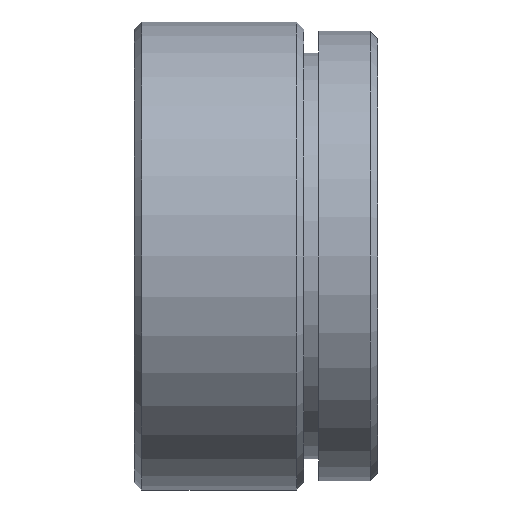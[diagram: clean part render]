
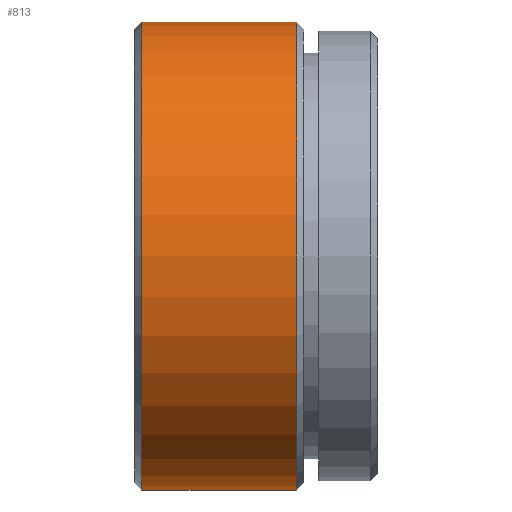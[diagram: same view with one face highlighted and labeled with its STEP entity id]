
A CAD part, left-side view. The second image highlights one B-rep face of the part: STEP entity #813.
In plain terms, the highlighted cylindrical face has radius 15.875 mm (diameter 31.75 mm), a partial arc.
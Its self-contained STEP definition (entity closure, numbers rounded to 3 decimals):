
#37 = EDGE_CURVE ( 'NONE', #549, #1359, #1046, .T. ) ;
#79 = DIRECTION ( 'NONE',  ( 0., 0., 1. ) ) ;
#108 = DIRECTION ( 'NONE',  ( 0., -1., 0. ) ) ;
#167 = ORIENTED_EDGE ( 'NONE', *, *, #37, .T. ) ;
#226 = ORIENTED_EDGE ( 'NONE', *, *, #510, .F. ) ;
#268 = CARTESIAN_POINT ( 'NONE',  ( -62.969, -9.847, 4.051 ) ) ;
#346 = DIRECTION ( 'NONE',  ( 0., 0., -1. ) ) ;
#348 = CARTESIAN_POINT ( 'NONE',  ( -62.969, -9.847, 19.926 ) ) ;
#426 = DIRECTION ( 'NONE',  ( 0., -1., 0. ) ) ;
#447 = VECTOR ( 'NONE', #570, 1000. ) ;
#487 = CARTESIAN_POINT ( 'NONE',  ( -62.969, 0.653, 35.801 ) ) ;
#510 = EDGE_CURVE ( 'NONE', #651, #1359, #689, .T. ) ;
#533 = CARTESIAN_POINT ( 'NONE',  ( -62.969, 0.653, 4.051 ) ) ;
#549 = VERTEX_POINT ( 'NONE', #268 ) ;
#570 = DIRECTION ( 'NONE',  ( 0., -1., 0. ) ) ;
#651 = VERTEX_POINT ( 'NONE', #487 ) ;
#689 = LINE ( 'NONE', #1267, #447 ) ;
#693 = LINE ( 'NONE', #803, #1301 ) ;
#751 = EDGE_CURVE ( 'NONE', #651, #1109, #1215, .T. ) ;
#803 = CARTESIAN_POINT ( 'NONE',  ( -62.969, -15.347, 4.051 ) ) ;
#813 = ADVANCED_FACE ( 'NONE', ( #1040 ), #1398, .T. ) ;
#826 = CARTESIAN_POINT ( 'NONE',  ( -62.969, -9.847, 35.801 ) ) ;
#893 = ORIENTED_EDGE ( 'NONE', *, *, #1339, .T. ) ;
#932 = AXIS2_PLACEMENT_3D ( 'NONE', #944, #1504, #346 ) ;
#944 = CARTESIAN_POINT ( 'NONE',  ( -62.969, -15.347, 19.926 ) ) ;
#1040 = FACE_OUTER_BOUND ( 'NONE', #1144, .T. ) ;
#1046 = CIRCLE ( 'NONE', #1436, 15.875 ) ;
#1109 = VERTEX_POINT ( 'NONE', #533 ) ;
#1143 = AXIS2_PLACEMENT_3D ( 'NONE', #1239, #426, #79 ) ;
#1144 = EDGE_LOOP ( 'NONE', ( #226, #1383, #893, #167 ) ) ;
#1156 = DIRECTION ( 'NONE',  ( 0., 1., 0. ) ) ;
#1215 = CIRCLE ( 'NONE', #1143, 15.875 ) ;
#1239 = CARTESIAN_POINT ( 'NONE',  ( -62.969, 0.653, 19.926 ) ) ;
#1267 = CARTESIAN_POINT ( 'NONE',  ( -62.969, -15.347, 35.801 ) ) ;
#1276 = DIRECTION ( 'NONE',  ( 0., 0., -1. ) ) ;
#1301 = VECTOR ( 'NONE', #108, 1000. ) ;
#1339 = EDGE_CURVE ( 'NONE', #1109, #549, #693, .T. ) ;
#1359 = VERTEX_POINT ( 'NONE', #826 ) ;
#1383 = ORIENTED_EDGE ( 'NONE', *, *, #751, .T. ) ;
#1398 = CYLINDRICAL_SURFACE ( 'NONE', #932, 15.875 ) ;
#1436 = AXIS2_PLACEMENT_3D ( 'NONE', #348, #1156, #1276 ) ;
#1504 = DIRECTION ( 'NONE',  ( 0., -1., 0. ) ) ;
